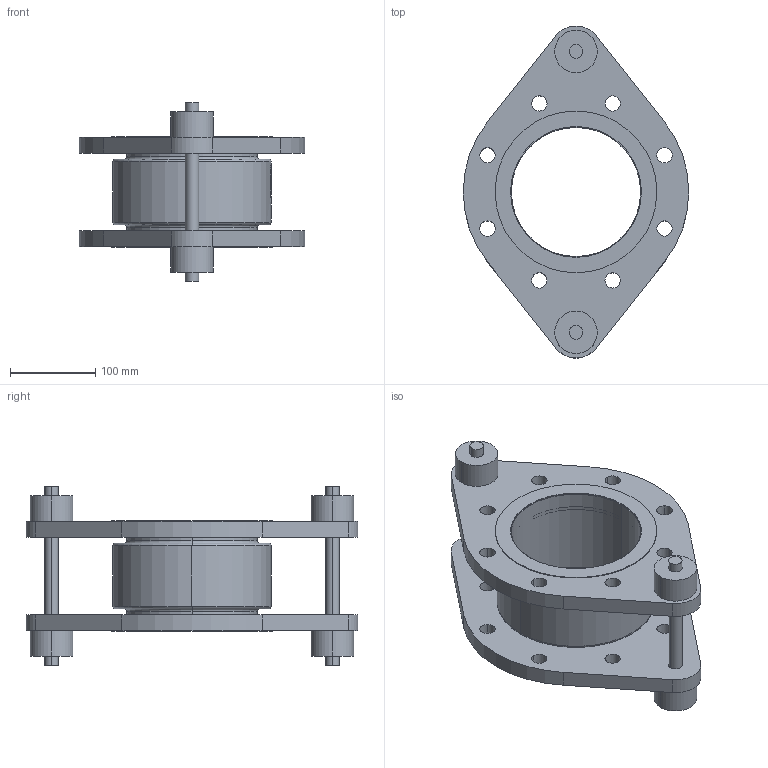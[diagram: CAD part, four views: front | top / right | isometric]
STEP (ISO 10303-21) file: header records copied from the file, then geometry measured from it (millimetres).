
FILE_DESCRIPTION (( 'STEP AP203' ), '1' );
FILE_NAME ('EPSILON-C_DN150_PN06_120_6000017337.STEP', '2021-10-07T11:07:12', ( 'axxx' ), ( '' ), 'SwSTEP 2.0', 'SolidWorks 2019', '' );
FILE_SCHEMA (( 'CONFIG_CONTROL_DESIGN' ));
Length unit declared in the file: millimetre
Products named in the file (1): EPSILON-C_DN150_PN06_120_6000017337
Bounding box: 265 x 389.8 x 210 mm (x, y, z)
Volume: 2741126.8 mm3; surface area: 400503.1 mm2
Topology: 1 solids, 1 shells, 597 faces, 1600 edges, 1064 vertices
Faces by surface type: plane 244, bspline 237, cylinder 108, torus 8
Entity records: 31941 total; most frequent: CARTESIAN_POINT 18416, ORIENTED_EDGE 3200, DIRECTION 2031, EDGE_CURVE 1600, VERTEX_POINT 1064, VECTOR 799, LINE 799, EDGE_LOOP 694
